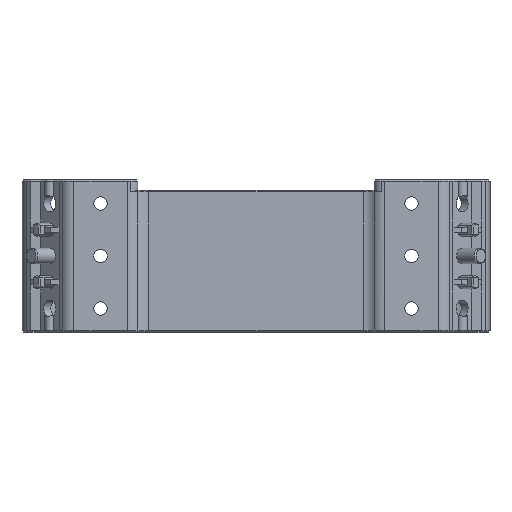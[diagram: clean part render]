
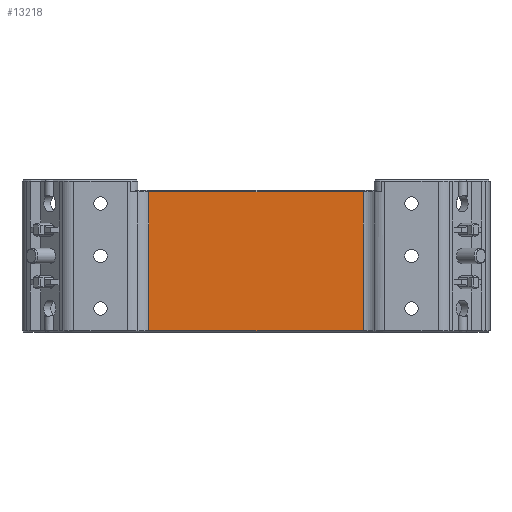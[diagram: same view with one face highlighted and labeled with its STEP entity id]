
A CAD part, left-side view. The second image highlights one B-rep face of the part: STEP entity #13218.
In plain terms, the highlighted face is planar.
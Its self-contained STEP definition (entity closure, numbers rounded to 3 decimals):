
#328=PLANE('',#14067);
#763=FACE_OUTER_BOUND('',#1564,.T.);
#1564=EDGE_LOOP('',(#9114,#9115,#9116,#9117));
#2443=LINE('',#19819,#3767);
#2450=LINE('',#19855,#3774);
#2451=LINE('',#19859,#3775);
#2452=LINE('',#19860,#3776);
#3767=VECTOR('',#15585,10.);
#3774=VECTOR('',#15612,3.);
#3775=VECTOR('',#15617,3.);
#3776=VECTOR('',#15618,10.);
#5802=VERTEX_POINT('',#19812);
#5804=VERTEX_POINT('',#19818);
#5814=VERTEX_POINT('',#19854);
#5815=VERTEX_POINT('',#19858);
#7042=EDGE_CURVE('',#5802,#5804,#2443,.T.);
#7056=EDGE_CURVE('',#5804,#5814,#2450,.T.);
#7058=EDGE_CURVE('',#5815,#5802,#2451,.T.);
#7059=EDGE_CURVE('',#5814,#5815,#2452,.T.);
#9114=ORIENTED_EDGE('',*,*,#7042,.F.);
#9115=ORIENTED_EDGE('',*,*,#7058,.F.);
#9116=ORIENTED_EDGE('',*,*,#7059,.F.);
#9117=ORIENTED_EDGE('',*,*,#7056,.F.);
#13218=ADVANCED_FACE('',(#763),#328,.T.);
#14067=AXIS2_PLACEMENT_3D('',#19857,#15615,#15616);
#15585=DIRECTION('',(-1.,0.,0.));
#15612=DIRECTION('',(0.,0.,-1.));
#15615=DIRECTION('center_axis',(0.,1.,0.));
#15616=DIRECTION('ref_axis',(-1.,0.,0.));
#15617=DIRECTION('',(0.,0.,1.));
#15618=DIRECTION('',(1.,0.,0.));
#19812=CARTESIAN_POINT('',(20.463,42.95,12.225));
#19818=CARTESIAN_POINT('',(-20.463,42.95,12.225));
#19819=CARTESIAN_POINT('',(18.75,42.95,12.225));
#19854=CARTESIAN_POINT('',(-20.463,42.95,-14.225));
#19855=CARTESIAN_POINT('',(-20.463,42.95,14.475));
#19857=CARTESIAN_POINT('Origin',(37.5,42.95,0.));
#19858=CARTESIAN_POINT('',(20.463,42.95,-14.225));
#19859=CARTESIAN_POINT('',(20.463,42.95,14.475));
#19860=CARTESIAN_POINT('',(18.75,42.95,-14.225));
